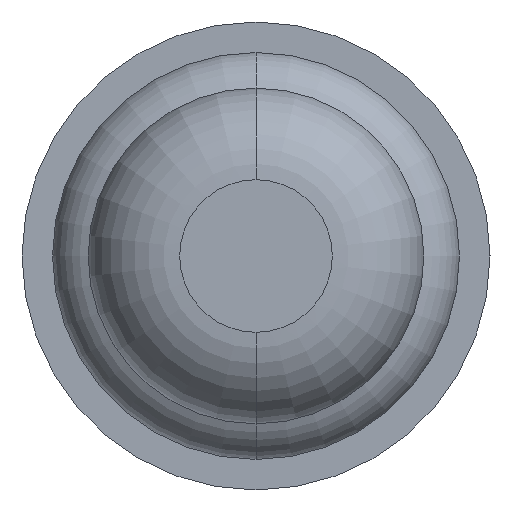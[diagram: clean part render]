
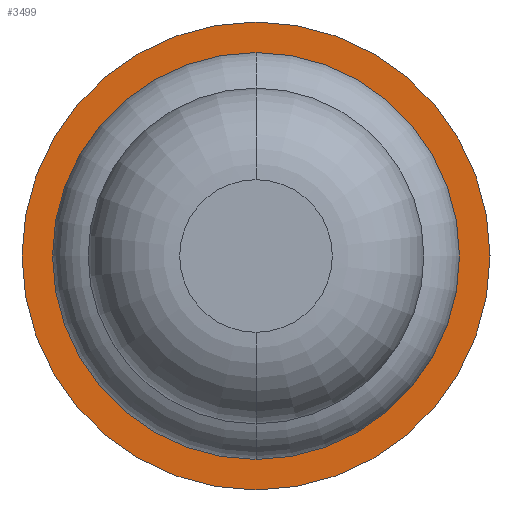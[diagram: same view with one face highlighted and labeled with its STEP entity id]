
A CAD part, front view. The second image highlights one B-rep face of the part: STEP entity #3499.
In plain terms, the highlighted planar face has unit normal (0, -1, 0).
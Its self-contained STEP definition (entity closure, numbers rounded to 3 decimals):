
#77 = DIRECTION ( 'NONE',  ( 0., 0., 1. ) ) ;
#92 = CARTESIAN_POINT ( 'NONE',  ( 0., 5.3, 0. ) ) ;
#129 = DIRECTION ( 'NONE',  ( 0., 0., 1. ) ) ;
#135 = CARTESIAN_POINT ( 'NONE',  ( 0., 5.3, 0. ) ) ;
#239 = CARTESIAN_POINT ( 'NONE',  ( 0., 5.3, -1.15 ) ) ;
#745 = CARTESIAN_POINT ( 'NONE',  ( -1.15, 5.3, 0. ) ) ;
#754 = DIRECTION ( 'NONE',  ( 0., 1., 0. ) ) ;
#784 = EDGE_LOOP ( 'NONE', ( #1676, #2446 ) ) ;
#889 = FACE_BOUND ( 'NONE', #784, .T. ) ;
#902 = EDGE_LOOP ( 'NONE', ( #1139, #4092 ) ) ;
#959 = DIRECTION ( 'NONE',  ( 0., 1., 0. ) ) ;
#1034 = AXIS2_PLACEMENT_3D ( 'NONE', #745, #3000, #3962 ) ;
#1036 = DIRECTION ( 'NONE',  ( 0., 1., 0. ) ) ;
#1108 = CARTESIAN_POINT ( 'NONE',  ( 0., 5.3, 1.15 ) ) ;
#1139 = ORIENTED_EDGE ( 'NONE', *, *, #3059, .F. ) ;
#1188 = EDGE_CURVE ( 'Defeature ausgef�hrt3_7+Defeature ausgef�hrt3_8+Defeature ausgef�hrt3_8+Defeature ausgef�hrt3_8', #2686, #3703, #1189, .T. ) ;
#1189 = CIRCLE ( 'NONE', #1252, 1.15 ) ;
#1252 = AXIS2_PLACEMENT_3D ( 'NONE', #1741, #3363, #129 ) ;
#1338 = CIRCLE ( 'NONE', #2392, 0.5 ) ;
#1676 = ORIENTED_EDGE ( 'NONE', *, *, #2249, .T. ) ;
#1684 = CARTESIAN_POINT ( 'NONE',  ( 0., 5.3, 0.5 ) ) ;
#1741 = CARTESIAN_POINT ( 'NONE',  ( 0., 5.3, 0. ) ) ;
#1877 = CIRCLE ( 'NONE', #3555, 1.15 ) ;
#1943 = CIRCLE ( 'NONE', #2827, 0.5 ) ;
#2028 = VERTEX_POINT ( 'NONE', #4034 ) ;
#2249 = EDGE_CURVE ( 'Defeature ausgef�hrt3_8+Defeature ausgef�hrt3_6+Defeature ausgef�hrt3_6+Defeature ausgef�hrt3_6', #3651, #2028, #1338, .T. ) ;
#2328 = PLANE ( 'NONE',  #1034 ) ;
#2392 = AXIS2_PLACEMENT_3D ( 'NONE', #92, #1036, #77 ) ;
#2446 = ORIENTED_EDGE ( 'NONE', *, *, #2845, .T. ) ;
#2686 = VERTEX_POINT ( 'NONE', #239 ) ;
#2702 = DIRECTION ( 'NONE',  ( 0., 0., 1. ) ) ;
#2827 = AXIS2_PLACEMENT_3D ( 'NONE', #3533, #959, #3218 ) ;
#2845 = EDGE_CURVE ( 'Defeature ausgef�hrt3_8+Defeature ausgef�hrt3_6+Defeature ausgef�hrt3_6+Defeature ausgef�hrt3_6', #2028, #3651, #1943, .T. ) ;
#3000 = DIRECTION ( 'NONE',  ( 0., -1., 0. ) ) ;
#3059 = EDGE_CURVE ( 'Defeature ausgef�hrt3_7+Defeature ausgef�hrt3_8+Defeature ausgef�hrt3_8+Defeature ausgef�hrt3_8', #3703, #2686, #1877, .T. ) ;
#3218 = DIRECTION ( 'NONE',  ( 0., 0., 1. ) ) ;
#3363 = DIRECTION ( 'NONE',  ( 0., 1., 0. ) ) ;
#3499 = ADVANCED_FACE ( 'Defeature ausgef�hrt3_8', ( #889, #3850 ), #2328, .T. ) ;
#3533 = CARTESIAN_POINT ( 'NONE',  ( 0., 5.3, 0. ) ) ;
#3555 = AXIS2_PLACEMENT_3D ( 'NONE', #135, #754, #2702 ) ;
#3651 = VERTEX_POINT ( 'NONE', #1684 ) ;
#3703 = VERTEX_POINT ( 'NONE', #1108 ) ;
#3850 = FACE_OUTER_BOUND ( 'NONE', #902, .T. ) ;
#3962 = DIRECTION ( 'NONE',  ( 0., 0., -1. ) ) ;
#4034 = CARTESIAN_POINT ( 'NONE',  ( 0., 5.3, -0.5 ) ) ;
#4092 = ORIENTED_EDGE ( 'NONE', *, *, #1188, .F. ) ;
